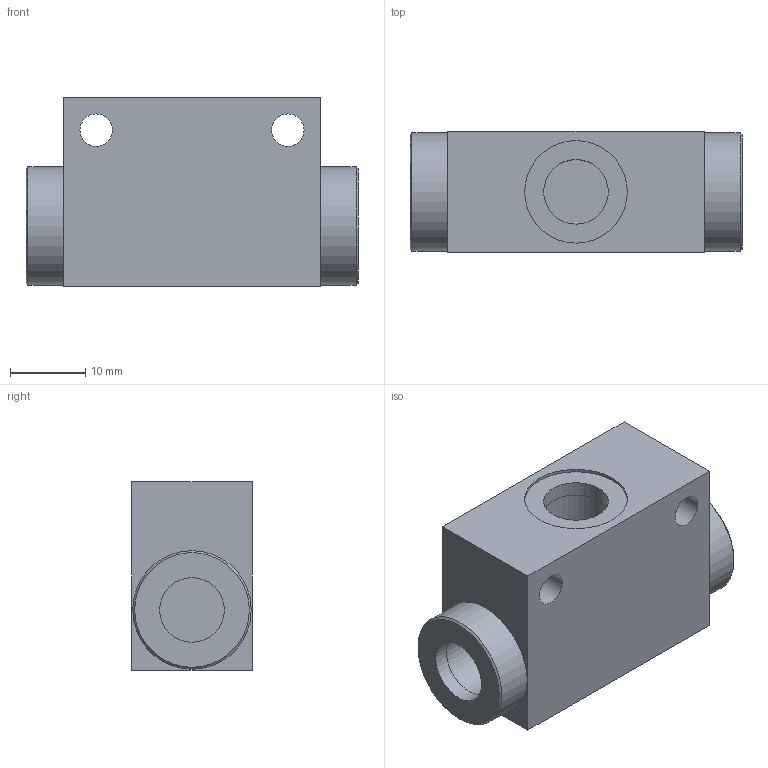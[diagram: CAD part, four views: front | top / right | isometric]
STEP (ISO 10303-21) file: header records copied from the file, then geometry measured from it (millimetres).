
FILE_DESCRIPTION(/* description */ ('Unknown'),/* implementation_level */ '2;1');
FILE_NAME(/* name */ '6.04.18;1',/* time_stamp */ '2018-09-06T10:29:17-04:00',/* author */ ('Unknown'),/* organization */ ('Unknown'),/* preprocessor_version */ 'ST-DEVELOPER v16.7',/* originating_system */ 'DEX',/* authorisation */ $);
FILE_SCHEMA (('AUTOMOTIVE_DESIGN {1 0 10303 214 3 1 1}'));
Length unit declared in the file: millimetre
Products named in the file (1): 6.04.18
Bounding box: 44 x 16 x 25 mm (x, y, z)
Volume: 13454.1 mm3; surface area: 5184.5 mm2
Topology: 1 solids, 1 shells, 25 faces, 49 edges, 32 vertices
Faces by surface type: plane 12, cylinder 11, cone 2
Full cylindrical faces by diameter (mm): 4.3 x2, 8.566 x6, 13.6 x1, 15.7 x2
Entity records: 763 total; most frequent: DIRECTION 106, CARTESIAN_POINT 88, ORIENTED_EDGE 66, EDGE_LOOP 48, FACE_BOUND 48, AXIS2_PLACEMENT_3D 47, EDGE_CURVE 33, VERTEX_POINT 29
